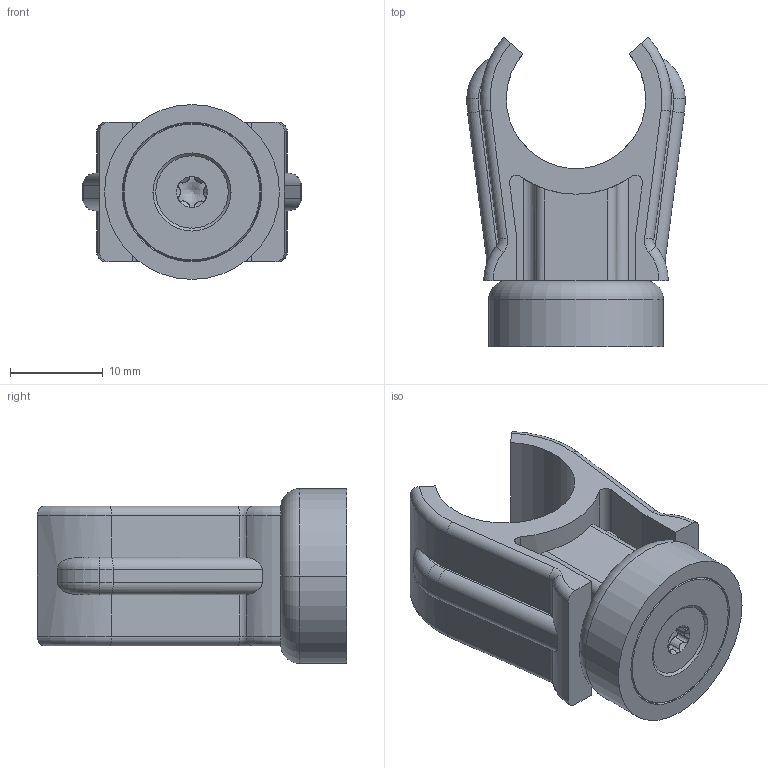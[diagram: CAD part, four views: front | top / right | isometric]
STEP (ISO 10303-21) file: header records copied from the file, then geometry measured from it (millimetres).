
FILE_DESCRIPTION((''),'2;1');
FILE_NAME('222242_ASM','2021-03-12T13:56:12',('PDMAdmin'),('BANNER ENGINEERING'),'CREO PARAMETRIC BY PTC INC, 2019292','CREO PARAMETRIC BY PTC INC, 2019292','');
FILE_SCHEMA(('CONFIG_CONTROL_DESIGN'));
Products named in the file (5): 222199; 99362A300_BRASS-INSERT_6-32; 1CMC-1016; 92703A119_SS-TORX_FHS; 222242_ASM
Assembly tree (4 placements, depth 2):
  222242_ASM
    222199
    99362A300_BRASS-INSERT_6-32
    1CMC-1016
    92703A119_SS-TORX_FHS
Bounding box: 23.5 x 33.3 x 18.8 mm (x, y, z)
Volume: 5358.4 mm3; surface area: 4506 mm2
Topology: 3 solids, 4 shells, 287 faces, 849 edges, 562 vertices
Faces by surface type: cylinder 135, plane 47, bspline 44, cone 27, torus 22, extrusion 12
Entity records: 28580 total; most frequent: CARTESIAN_POINT 21389, ORIENTED_EDGE 1631, DIRECTION 1211, EDGE_CURVE 849, VERTEX_POINT 562, AXIS2_PLACEMENT_3D 415, VECTOR 381, LINE 369
